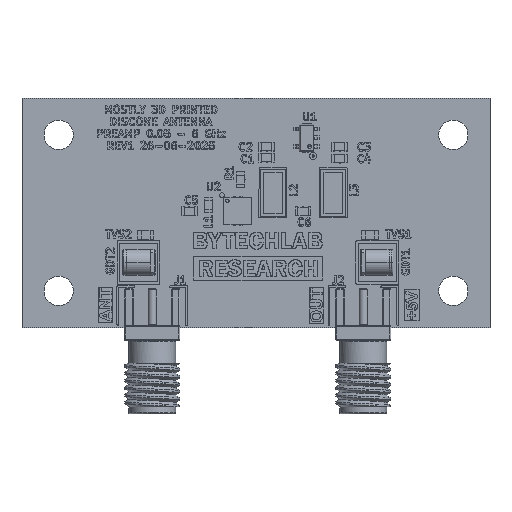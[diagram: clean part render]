
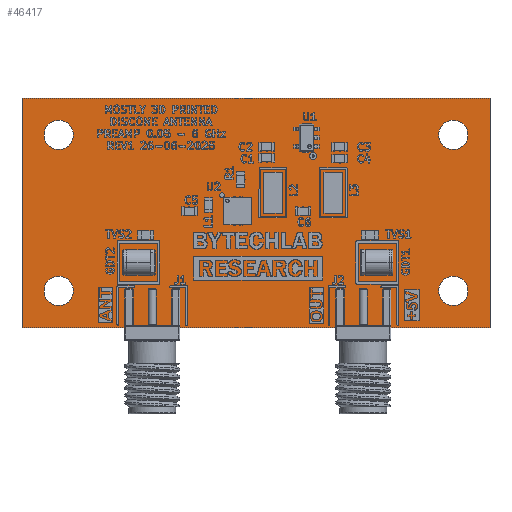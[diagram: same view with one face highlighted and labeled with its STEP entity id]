
A CAD part, top view. The second image highlights one B-rep face of the part: STEP entity #46417.
In plain terms, the highlighted planar face has unit normal (0, 0, 1).
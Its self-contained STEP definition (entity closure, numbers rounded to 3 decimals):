
#46261 = VERTEX_POINT('',#46262);
#46262 = CARTESIAN_POINT('',(174.001,-117.503,1.51));
#46268 = EDGE_CURVE('',#46261,#46269,#46271,.T.);
#46269 = VERTEX_POINT('',#46270);
#46270 = CARTESIAN_POINT('',(123.001,-117.503,1.51));
#46271 = LINE('',#46272,#46273);
#46272 = CARTESIAN_POINT('',(174.001,-117.503,1.51));
#46273 = VECTOR('',#46274,1.);
#46274 = DIRECTION('',(-1.,0.,0.));
#46301 = VERTEX_POINT('',#46302);
#46302 = CARTESIAN_POINT('',(174.001,-92.503,1.51));
#46308 = EDGE_CURVE('',#46301,#46261,#46309,.T.);
#46309 = LINE('',#46310,#46311);
#46310 = CARTESIAN_POINT('',(174.001,-92.503,1.51));
#46311 = VECTOR('',#46312,1.);
#46312 = DIRECTION('',(0.,-1.,0.));
#46330 = EDGE_CURVE('',#46269,#46331,#46333,.T.);
#46331 = VERTEX_POINT('',#46332);
#46332 = CARTESIAN_POINT('',(123.001,-92.503,1.51));
#46333 = LINE('',#46334,#46335);
#46334 = CARTESIAN_POINT('',(123.001,-117.503,1.51));
#46335 = VECTOR('',#46336,1.);
#46336 = DIRECTION('',(0.,1.,0.));
#46417 = ADVANCED_FACE('',(#46418,#46429,#46440,#46451,#46462),#46473,
  .T.);
#46418 = FACE_BOUND('',#46419,.T.);
#46419 = EDGE_LOOP('',(#46420,#46421,#46422,#46428));
#46420 = ORIENTED_EDGE('',*,*,#46268,.F.);
#46421 = ORIENTED_EDGE('',*,*,#46308,.F.);
#46422 = ORIENTED_EDGE('',*,*,#46423,.F.);
#46423 = EDGE_CURVE('',#46331,#46301,#46424,.T.);
#46424 = LINE('',#46425,#46426);
#46425 = CARTESIAN_POINT('',(123.001,-92.503,1.51));
#46426 = VECTOR('',#46427,1.);
#46427 = DIRECTION('',(1.,0.,0.));
#46428 = ORIENTED_EDGE('',*,*,#46330,.F.);
#46429 = FACE_BOUND('',#46430,.T.);
#46430 = EDGE_LOOP('',(#46431));
#46431 = ORIENTED_EDGE('',*,*,#46432,.T.);
#46432 = EDGE_CURVE('',#46433,#46433,#46435,.T.);
#46433 = VERTEX_POINT('',#46434);
#46434 = CARTESIAN_POINT('',(127.001,-115.103,1.51));
#46435 = CIRCLE('',#46436,1.6);
#46436 = AXIS2_PLACEMENT_3D('',#46437,#46438,#46439);
#46437 = CARTESIAN_POINT('',(127.001,-113.503,1.51));
#46438 = DIRECTION('',(-0.,0.,-1.));
#46439 = DIRECTION('',(0.,-1.,0.));
#46440 = FACE_BOUND('',#46441,.T.);
#46441 = EDGE_LOOP('',(#46442));
#46442 = ORIENTED_EDGE('',*,*,#46443,.T.);
#46443 = EDGE_CURVE('',#46444,#46444,#46446,.T.);
#46444 = VERTEX_POINT('',#46445);
#46445 = CARTESIAN_POINT('',(170.001,-115.103,1.51));
#46446 = CIRCLE('',#46447,1.6);
#46447 = AXIS2_PLACEMENT_3D('',#46448,#46449,#46450);
#46448 = CARTESIAN_POINT('',(170.001,-113.503,1.51));
#46449 = DIRECTION('',(-0.,0.,-1.));
#46450 = DIRECTION('',(-0.,-1.,0.));
#46451 = FACE_BOUND('',#46452,.T.);
#46452 = EDGE_LOOP('',(#46453));
#46453 = ORIENTED_EDGE('',*,*,#46454,.T.);
#46454 = EDGE_CURVE('',#46455,#46455,#46457,.T.);
#46455 = VERTEX_POINT('',#46456);
#46456 = CARTESIAN_POINT('',(127.001,-98.103,1.51));
#46457 = CIRCLE('',#46458,1.6);
#46458 = AXIS2_PLACEMENT_3D('',#46459,#46460,#46461);
#46459 = CARTESIAN_POINT('',(127.001,-96.503,1.51));
#46460 = DIRECTION('',(-0.,0.,-1.));
#46461 = DIRECTION('',(0.,-1.,0.));
#46462 = FACE_BOUND('',#46463,.T.);
#46463 = EDGE_LOOP('',(#46464));
#46464 = ORIENTED_EDGE('',*,*,#46465,.T.);
#46465 = EDGE_CURVE('',#46466,#46466,#46468,.T.);
#46466 = VERTEX_POINT('',#46467);
#46467 = CARTESIAN_POINT('',(170.001,-98.103,1.51));
#46468 = CIRCLE('',#46469,1.6);
#46469 = AXIS2_PLACEMENT_3D('',#46470,#46471,#46472);
#46470 = CARTESIAN_POINT('',(170.001,-96.503,1.51));
#46471 = DIRECTION('',(-0.,0.,-1.));
#46472 = DIRECTION('',(-0.,-1.,0.));
#46473 = PLANE('',#46474);
#46474 = AXIS2_PLACEMENT_3D('',#46475,#46476,#46477);
#46475 = CARTESIAN_POINT('',(0.,0.,1.51));
#46476 = DIRECTION('',(0.,0.,1.));
#46477 = DIRECTION('',(1.,0.,-0.));
